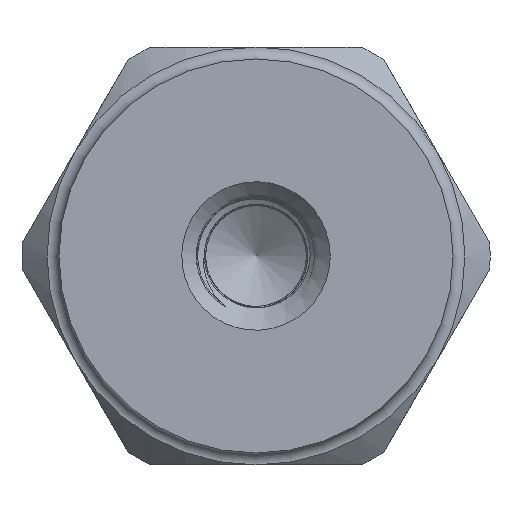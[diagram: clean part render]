
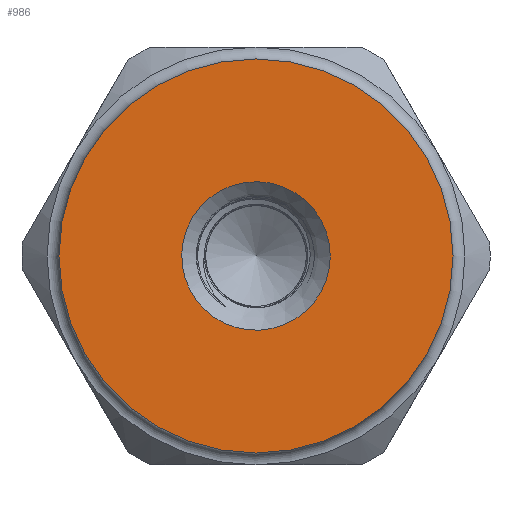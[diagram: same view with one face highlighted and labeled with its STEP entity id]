
A CAD part, front view. The second image highlights one B-rep face of the part: STEP entity #986.
In plain terms, the highlighted planar face has unit normal (0, -1, 0).
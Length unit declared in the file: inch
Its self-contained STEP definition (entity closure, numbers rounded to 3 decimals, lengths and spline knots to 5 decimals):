
#94=FACE_BOUND('',#283,.T.);
#131=CIRCLE('',#1071,0.1555);
#150=CIRCLE('',#1104,0.4125);
#205=FACE_OUTER_BOUND('',#282,.T.);
#282=EDGE_LOOP('',(#827));
#283=EDGE_LOOP('',(#828));
#450=VERTEX_POINT('',#3530);
#481=VERTEX_POINT('',#3645);
#564=EDGE_CURVE('',#450,#450,#131,.T.);
#608=EDGE_CURVE('',#481,#481,#150,.T.);
#827=ORIENTED_EDGE('',*,*,#608,.T.);
#828=ORIENTED_EDGE('',*,*,#564,.F.);
#901=PLANE('',#1103);
#986=ADVANCED_FACE('',(#205,#94),#901,.F.);
#1071=AXIS2_PLACEMENT_3D('',#3531,#1287,#1288);
#1103=AXIS2_PLACEMENT_3D('',#3644,#1363,#1364);
#1104=AXIS2_PLACEMENT_3D('',#3646,#1365,#1366);
#1287=DIRECTION('center_axis',(0.,-1.,0.));
#1288=DIRECTION('ref_axis',(-1.,0.,0.));
#1363=DIRECTION('center_axis',(0.,1.,0.));
#1364=DIRECTION('ref_axis',(0.,0.,1.));
#1365=DIRECTION('center_axis',(0.,-1.,0.));
#1366=DIRECTION('ref_axis',(-1.,0.,0.));
#3530=CARTESIAN_POINT('',(-0.53245,-0.40638,0.));
#3531=CARTESIAN_POINT('Origin',(-0.68795,-0.40638,0.));
#3644=CARTESIAN_POINT('Origin',(-0.68795,-0.40638,0.));
#3645=CARTESIAN_POINT('',(-0.27545,-0.40638,0.));
#3646=CARTESIAN_POINT('Origin',(-0.68795,-0.40638,0.));
